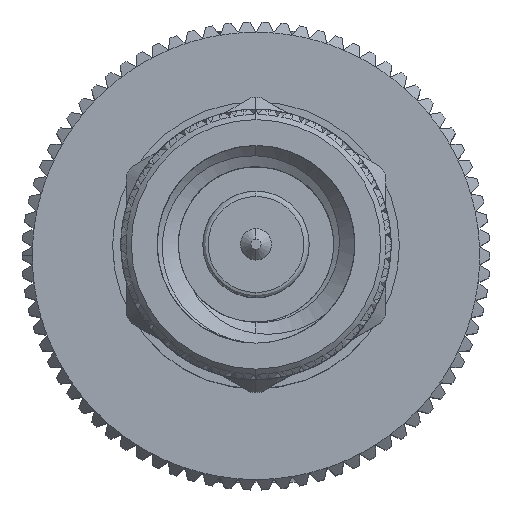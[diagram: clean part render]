
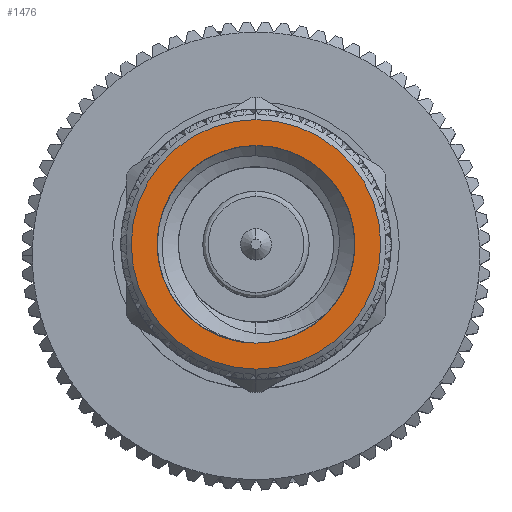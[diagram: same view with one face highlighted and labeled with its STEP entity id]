
A CAD part, top view. The second image highlights one B-rep face of the part: STEP entity #1476.
In plain terms, the highlighted face is planar.
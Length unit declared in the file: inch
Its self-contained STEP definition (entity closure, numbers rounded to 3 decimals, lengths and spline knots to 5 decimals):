
#105 = EDGE_LOOP ( 'NONE', ( #31495, #35633, #45612 ) ) ;
#1476 = ADVANCED_FACE ( 'NONE', ( #55080, #50737 ), #46144, .F. ) ;
#3956 = CARTESIAN_POINT ( 'NONE',  ( 0.02661, 0., 0. ) ) ;
#4021 = CARTESIAN_POINT ( 'NONE',  ( 0.02661, 0.13, 0. ) ) ;
#4763 = CARTESIAN_POINT ( 'NONE',  ( 0.02661, 0., 0. ) ) ;
#5798 = AXIS2_PLACEMENT_3D ( 'NONE', #52216, #47620, #38100 ) ;
#8930 = DIRECTION ( 'NONE',  ( 0., 1., 0. ) ) ;
#11968 = VERTEX_POINT ( 'NONE', #35325 ) ;
#14201 = DIRECTION ( 'NONE',  ( 0., -1., 0. ) ) ;
#14811 = DIRECTION ( 'NONE',  ( -1., 0., 0. ) ) ;
#17475 = ORIENTED_EDGE ( 'NONE', *, *, #31814, .T. ) ;
#21271 = EDGE_CURVE ( 'NONE', #35796, #55490, #47646, .T. ) ;
#22255 = CIRCLE ( 'NONE', #44797, 0.095 ) ;
#23133 = CARTESIAN_POINT ( 'NONE',  ( 0.02661, 0., 0. ) ) ;
#23250 = VERTEX_POINT ( 'NONE', #28580 ) ;
#23927 = CARTESIAN_POINT ( 'NONE',  ( 0.02661, -0.095, 0. ) ) ;
#24188 = EDGE_CURVE ( 'NONE', #11968, #45684, #22255, .T. ) ;
#26286 = EDGE_LOOP ( 'NONE', ( #38905, #17475 ) ) ;
#26830 = CARTESIAN_POINT ( 'NONE',  ( 0.02661, 0., 0. ) ) ;
#27153 = CIRCLE ( 'NONE', #47809, 0.095 ) ;
#28580 = CARTESIAN_POINT ( 'NONE',  ( 0.02661, -0.06718, 0.06718 ) ) ;
#30681 = CARTESIAN_POINT ( 'NONE',  ( 0.02661, -0.12, 0. ) ) ;
#30986 = AXIS2_PLACEMENT_3D ( 'NONE', #3956, #59600, #55923 ) ;
#31311 = CIRCLE ( 'NONE', #5798, 0.095 ) ;
#31495 = ORIENTED_EDGE ( 'NONE', *, *, #37352, .F. ) ;
#31814 = EDGE_CURVE ( 'NONE', #55490, #35796, #40299, .T. ) ;
#35325 = CARTESIAN_POINT ( 'NONE',  ( 0.02661, 0.095, 0. ) ) ;
#35633 = ORIENTED_EDGE ( 'NONE', *, *, #24188, .F. ) ;
#35796 = VERTEX_POINT ( 'NONE', #58490 ) ;
#37352 = EDGE_CURVE ( 'NONE', #45684, #23250, #31311, .T. ) ;
#38100 = DIRECTION ( 'NONE',  ( 0., -1., 0. ) ) ;
#38905 = ORIENTED_EDGE ( 'NONE', *, *, #21271, .T. ) ;
#40299 = CIRCLE ( 'NONE', #56020, 0.12 ) ;
#40676 = DIRECTION ( 'NONE',  ( 0., 1., 0. ) ) ;
#44797 = AXIS2_PLACEMENT_3D ( 'NONE', #23133, #14811, #14201 ) ;
#45612 = ORIENTED_EDGE ( 'NONE', *, *, #49329, .F. ) ;
#45684 = VERTEX_POINT ( 'NONE', #23927 ) ;
#46144 = PLANE ( 'NONE',  #48645 ) ;
#46579 = DIRECTION ( 'NONE',  ( -1., 0., 0. ) ) ;
#47620 = DIRECTION ( 'NONE',  ( -1., 0., 0. ) ) ;
#47646 = CIRCLE ( 'NONE', #30986, 0.12 ) ;
#47809 = AXIS2_PLACEMENT_3D ( 'NONE', #4763, #46579, #56432 ) ;
#48645 = AXIS2_PLACEMENT_3D ( 'NONE', #4021, #51046, #8930 ) ;
#49329 = EDGE_CURVE ( 'NONE', #23250, #11968, #27153, .T. ) ;
#50737 = FACE_BOUND ( 'NONE', #105, .T. ) ;
#51046 = DIRECTION ( 'NONE',  ( 1., 0., 0. ) ) ;
#52216 = CARTESIAN_POINT ( 'NONE',  ( 0.02661, 0., 0. ) ) ;
#55080 = FACE_OUTER_BOUND ( 'NONE', #26286, .T. ) ;
#55490 = VERTEX_POINT ( 'NONE', #30681 ) ;
#55923 = DIRECTION ( 'NONE',  ( 0., 1., 0. ) ) ;
#56020 = AXIS2_PLACEMENT_3D ( 'NONE', #26830, #59416, #40676 ) ;
#56432 = DIRECTION ( 'NONE',  ( 0., -1., 0. ) ) ;
#58490 = CARTESIAN_POINT ( 'NONE',  ( 0.02661, 0.12, 0. ) ) ;
#59416 = DIRECTION ( 'NONE',  ( -1., 0., 0. ) ) ;
#59600 = DIRECTION ( 'NONE',  ( -1., 0., 0. ) ) ;
